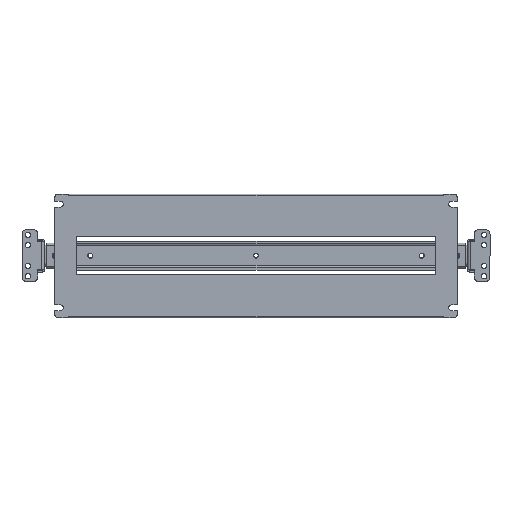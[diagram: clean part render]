
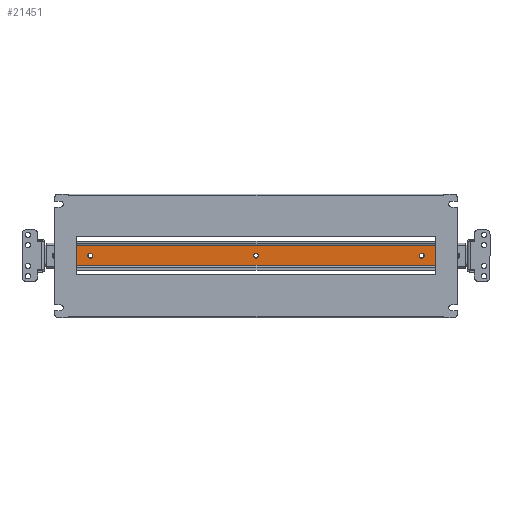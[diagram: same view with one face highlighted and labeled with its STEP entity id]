
A CAD part, top view. The second image highlights one B-rep face of the part: STEP entity #21451.
In plain terms, the highlighted planar face has unit normal (0, 0, 1).
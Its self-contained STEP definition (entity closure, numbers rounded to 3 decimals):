
#257 = VERTEX_POINT ( 'NONE', #10906 ) ;
#774 = DIRECTION ( 'NONE',  ( 0., 0., -1. ) ) ;
#1003 = CARTESIAN_POINT ( 'NONE',  ( 200., 0.5, -61.3 ) ) ;
#1164 = VECTOR ( 'NONE', #5669, 1000. ) ;
#1239 = CARTESIAN_POINT ( 'NONE',  ( 200., -2.6, -61.3 ) ) ;
#1448 = VERTEX_POINT ( 'NONE', #19649 ) ;
#1937 = CARTESIAN_POINT ( 'NONE',  ( -200., 0.5, -61.3 ) ) ;
#1947 = EDGE_LOOP ( 'NONE', ( #3813, #6987 ) ) ;
#2375 = DIRECTION ( 'NONE',  ( 0., -1., 0. ) ) ;
#2420 = DIRECTION ( 'NONE',  ( 0., -1., 0. ) ) ;
#2794 = CIRCLE ( 'NONE', #8132, 3.1 ) ;
#2831 = EDGE_CURVE ( 'NONE', #16506, #257, #2794, .T. ) ;
#2908 = CIRCLE ( 'NONE', #3369, 3.1 ) ;
#3034 = EDGE_CURVE ( 'NONE', #257, #16506, #19390, .T. ) ;
#3318 = DIRECTION ( 'NONE',  ( 0., -1., 0. ) ) ;
#3369 = AXIS2_PLACEMENT_3D ( 'NONE', #1003, #9621, #21793 ) ;
#3411 = VERTEX_POINT ( 'NONE', #17988 ) ;
#3687 = EDGE_CURVE ( 'NONE', #6704, #1448, #7422, .T. ) ;
#3813 = ORIENTED_EDGE ( 'NONE', *, *, #9902, .F. ) ;
#3911 = DIRECTION ( 'NONE',  ( 0., -1., 0. ) ) ;
#4694 = EDGE_LOOP ( 'NONE', ( #17191, #18096, #14577, #10274 ) ) ;
#5127 = FACE_BOUND ( 'NONE', #6658, .T. ) ;
#5221 = VERTEX_POINT ( 'NONE', #17996 ) ;
#5669 = DIRECTION ( 'NONE',  ( -1., 0., 0. ) ) ;
#5679 = CARTESIAN_POINT ( 'NONE',  ( 200., 0.5, -61.3 ) ) ;
#5829 = EDGE_CURVE ( 'NONE', #6704, #3411, #18378, .T. ) ;
#6215 = FACE_BOUND ( 'NONE', #1947, .T. ) ;
#6258 = CARTESIAN_POINT ( 'NONE',  ( 225., -11.2, -61.3 ) ) ;
#6658 = EDGE_LOOP ( 'NONE', ( #7872, #19071 ) ) ;
#6704 = VERTEX_POINT ( 'NONE', #14320 ) ;
#6880 = DIRECTION ( 'NONE',  ( 0., 0., 1. ) ) ;
#6987 = ORIENTED_EDGE ( 'NONE', *, *, #13893, .F. ) ;
#7422 = LINE ( 'NONE', #16424, #1164 ) ;
#7872 = ORIENTED_EDGE ( 'NONE', *, *, #15348, .F. ) ;
#8132 = AXIS2_PLACEMENT_3D ( 'NONE', #18719, #22313, #3318 ) ;
#8142 = EDGE_CURVE ( 'NONE', #1448, #9756, #8342, .T. ) ;
#8342 = LINE ( 'NONE', #16318, #10778 ) ;
#9584 = CARTESIAN_POINT ( 'NONE',  ( 0., 3.6, -61.3 ) ) ;
#9621 = DIRECTION ( 'NONE',  ( 0., 0., 1. ) ) ;
#9756 = VERTEX_POINT ( 'NONE', #20267 ) ;
#9902 = EDGE_CURVE ( 'NONE', #20951, #5221, #2908, .T. ) ;
#10274 = ORIENTED_EDGE ( 'NONE', *, *, #3687, .T. ) ;
#10492 = EDGE_CURVE ( 'NONE', #21492, #21554, #15093, .T. ) ;
#10778 = VECTOR ( 'NONE', #12919, 1000. ) ;
#10903 = CARTESIAN_POINT ( 'NONE',  ( 0., 0.5, -61.3 ) ) ;
#10906 = CARTESIAN_POINT ( 'NONE',  ( 0., -2.6, -61.3 ) ) ;
#10949 = EDGE_CURVE ( 'NONE', #3411, #9756, #19126, .T. ) ;
#10996 = CARTESIAN_POINT ( 'NONE',  ( 225., -13., -61.3 ) ) ;
#11098 = FACE_BOUND ( 'NONE', #13008, .T. ) ;
#11682 = CARTESIAN_POINT ( 'NONE',  ( -200., -2.6, -61.3 ) ) ;
#12043 = DIRECTION ( 'NONE',  ( 0., -1., 0. ) ) ;
#12353 = AXIS2_PLACEMENT_3D ( 'NONE', #10903, #19417, #3911 ) ;
#12864 = DIRECTION ( 'NONE',  ( 0., -1., 0. ) ) ;
#12919 = DIRECTION ( 'NONE',  ( 0., -1., 0. ) ) ;
#13008 = EDGE_LOOP ( 'NONE', ( #15836, #19482 ) ) ;
#13089 = DIRECTION ( 'NONE',  ( 0., 0., 1. ) ) ;
#13122 = PLANE ( 'NONE',  #19937 ) ;
#13229 = DIRECTION ( 'NONE',  ( -1., 0., 0. ) ) ;
#13274 = CARTESIAN_POINT ( 'NONE',  ( -200., 3.6, -61.3 ) ) ;
#13893 = EDGE_CURVE ( 'NONE', #5221, #20951, #15401, .T. ) ;
#13997 = AXIS2_PLACEMENT_3D ( 'NONE', #14647, #13089, #12864 ) ;
#14112 = FACE_OUTER_BOUND ( 'NONE', #4694, .T. ) ;
#14320 = CARTESIAN_POINT ( 'NONE',  ( 225., 12.2, -61.3 ) ) ;
#14577 = ORIENTED_EDGE ( 'NONE', *, *, #5829, .F. ) ;
#14647 = CARTESIAN_POINT ( 'NONE',  ( -200., 0.5, -61.3 ) ) ;
#15093 = CIRCLE ( 'NONE', #15311, 3.1 ) ;
#15311 = AXIS2_PLACEMENT_3D ( 'NONE', #1937, #6880, #12043 ) ;
#15348 = EDGE_CURVE ( 'NONE', #21554, #21492, #18617, .T. ) ;
#15401 = CIRCLE ( 'NONE', #21989, 3.1 ) ;
#15836 = ORIENTED_EDGE ( 'NONE', *, *, #3034, .F. ) ;
#16318 = CARTESIAN_POINT ( 'NONE',  ( -225., -13., -61.3 ) ) ;
#16424 = CARTESIAN_POINT ( 'NONE',  ( 225., 12.2, -61.3 ) ) ;
#16506 = VERTEX_POINT ( 'NONE', #9584 ) ;
#17191 = ORIENTED_EDGE ( 'NONE', *, *, #8142, .T. ) ;
#17284 = VECTOR ( 'NONE', #2375, 1000. ) ;
#17988 = CARTESIAN_POINT ( 'NONE',  ( 225., -11.2, -61.3 ) ) ;
#17996 = CARTESIAN_POINT ( 'NONE',  ( 200., 3.6, -61.3 ) ) ;
#18096 = ORIENTED_EDGE ( 'NONE', *, *, #10949, .F. ) ;
#18172 = DIRECTION ( 'NONE',  ( 0., 0., 1. ) ) ;
#18378 = LINE ( 'NONE', #10996, #17284 ) ;
#18617 = CIRCLE ( 'NONE', #13997, 3.1 ) ;
#18719 = CARTESIAN_POINT ( 'NONE',  ( 0., 0.5, -61.3 ) ) ;
#19071 = ORIENTED_EDGE ( 'NONE', *, *, #10492, .F. ) ;
#19126 = LINE ( 'NONE', #6258, #20244 ) ;
#19390 = CIRCLE ( 'NONE', #12353, 3.1 ) ;
#19417 = DIRECTION ( 'NONE',  ( 0., 0., 1. ) ) ;
#19482 = ORIENTED_EDGE ( 'NONE', *, *, #2831, .F. ) ;
#19649 = CARTESIAN_POINT ( 'NONE',  ( -225., 12.2, -61.3 ) ) ;
#19937 = AXIS2_PLACEMENT_3D ( 'NONE', #21784, #774, #21633 ) ;
#20244 = VECTOR ( 'NONE', #13229, 1000. ) ;
#20267 = CARTESIAN_POINT ( 'NONE',  ( -225., -11.2, -61.3 ) ) ;
#20951 = VERTEX_POINT ( 'NONE', #1239 ) ;
#21451 = ADVANCED_FACE ( 'NONE', ( #11098, #5127, #14112, #6215 ), #13122, .F. ) ;
#21492 = VERTEX_POINT ( 'NONE', #13274 ) ;
#21554 = VERTEX_POINT ( 'NONE', #11682 ) ;
#21633 = DIRECTION ( 'NONE',  ( 0., 1., 0. ) ) ;
#21784 = CARTESIAN_POINT ( 'NONE',  ( 225., -13., -61.3 ) ) ;
#21793 = DIRECTION ( 'NONE',  ( 0., -1., 0. ) ) ;
#21989 = AXIS2_PLACEMENT_3D ( 'NONE', #5679, #18172, #2420 ) ;
#22313 = DIRECTION ( 'NONE',  ( 0., 0., 1. ) ) ;
